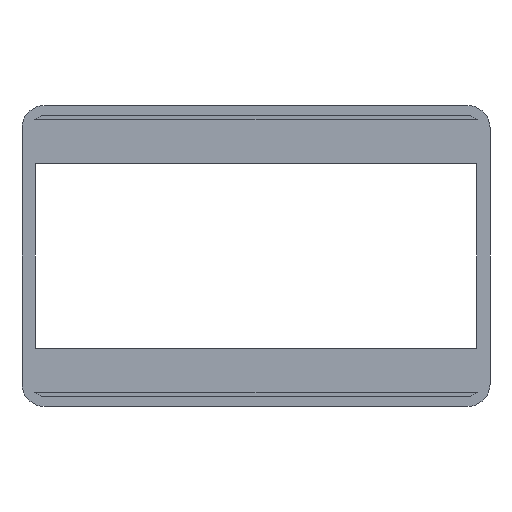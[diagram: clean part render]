
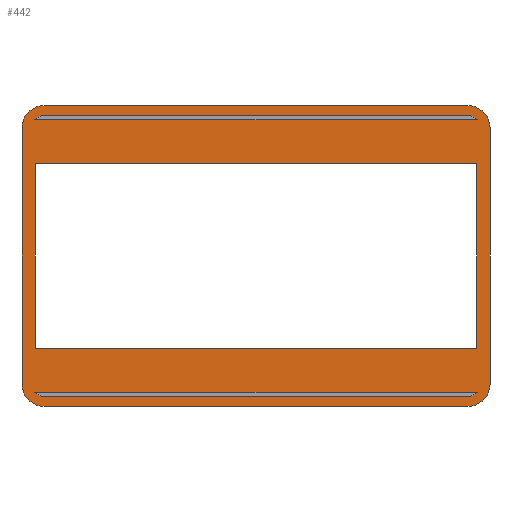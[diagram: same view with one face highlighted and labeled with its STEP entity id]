
A CAD part, front view. The second image highlights one B-rep face of the part: STEP entity #442.
In plain terms, the highlighted planar face has unit normal (0, -1, 0).
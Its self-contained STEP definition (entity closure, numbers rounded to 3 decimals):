
#16=FACE_BOUND('',#84,.T.);
#17=FACE_BOUND('',#85,.T.);
#18=FACE_BOUND('',#86,.T.);
#34=PLANE('',#496);
#58=FACE_OUTER_BOUND('',#83,.T.);
#83=EDGE_LOOP('',(#391,#392,#393,#394,#395,#396,#397,#398));
#84=EDGE_LOOP('',(#399,#400,#401,#402));
#85=EDGE_LOOP('',(#403,#404,#405,#406));
#86=EDGE_LOOP('',(#407,#408,#409,#410));
#89=LINE('',#635,#133);
#93=LINE('',#646,#137);
#97=LINE('',#660,#141);
#101=LINE('',#671,#145);
#105=LINE('',#681,#149);
#109=LINE('',#688,#153);
#112=LINE('',#694,#156);
#114=LINE('',#697,#158);
#119=LINE('',#712,#163);
#125=LINE('',#732,#169);
#128=LINE('',#740,#172);
#130=LINE('',#746,#174);
#133=VECTOR('',#509,10.);
#137=VECTOR('',#521,10.);
#141=VECTOR('',#535,10.);
#145=VECTOR('',#547,10.);
#149=VECTOR('',#555,10.);
#153=VECTOR('',#561,10.);
#156=VECTOR('',#566,10.);
#158=VECTOR('',#570,10.);
#163=VECTOR('',#583,10.);
#169=VECTOR('',#603,10.);
#172=VECTOR('',#612,10.);
#174=VECTOR('',#620,10.);
#175=CIRCLE('',#458,2.8);
#177=CIRCLE('',#462,2.8);
#179=CIRCLE('',#467,2.8);
#181=CIRCLE('',#471,2.8);
#184=CIRCLE('',#481,5.);
#188=CIRCLE('',#488,5.);
#189=CIRCLE('',#491,5.);
#190=CIRCLE('',#494,5.);
#191=VERTEX_POINT('',#625);
#192=VERTEX_POINT('',#626);
#195=VERTEX_POINT('',#634);
#197=VERTEX_POINT('',#640);
#199=VERTEX_POINT('',#650);
#200=VERTEX_POINT('',#651);
#203=VERTEX_POINT('',#659);
#205=VERTEX_POINT('',#665);
#209=VERTEX_POINT('',#678);
#210=VERTEX_POINT('',#680);
#212=VERTEX_POINT('',#686);
#214=VERTEX_POINT('',#692);
#217=VERTEX_POINT('',#702);
#218=VERTEX_POINT('',#704);
#220=VERTEX_POINT('',#710);
#226=VERTEX_POINT('',#726);
#227=VERTEX_POINT('',#730);
#228=VERTEX_POINT('',#734);
#229=VERTEX_POINT('',#738);
#230=VERTEX_POINT('',#742);
#231=EDGE_CURVE('',#191,#192,#175,.T.);
#235=EDGE_CURVE('',#192,#195,#89,.T.);
#238=EDGE_CURVE('',#195,#197,#177,.T.);
#241=EDGE_CURVE('',#197,#191,#93,.T.);
#243=EDGE_CURVE('',#199,#200,#179,.T.);
#247=EDGE_CURVE('',#200,#203,#97,.T.);
#250=EDGE_CURVE('',#203,#205,#181,.T.);
#253=EDGE_CURVE('',#205,#199,#101,.T.);
#257=EDGE_CURVE('',#210,#209,#105,.T.);
#261=EDGE_CURVE('',#209,#212,#109,.T.);
#264=EDGE_CURVE('',#212,#214,#112,.T.);
#266=EDGE_CURVE('',#214,#210,#114,.T.);
#269=EDGE_CURVE('',#217,#218,#184,.T.);
#273=EDGE_CURVE('',#217,#220,#119,.T.);
#281=EDGE_CURVE('',#226,#220,#188,.T.);
#283=EDGE_CURVE('',#226,#227,#125,.T.);
#285=EDGE_CURVE('',#228,#227,#189,.T.);
#287=EDGE_CURVE('',#228,#229,#128,.T.);
#289=EDGE_CURVE('',#230,#229,#190,.T.);
#290=EDGE_CURVE('',#230,#218,#130,.T.);
#391=ORIENTED_EDGE('',*,*,#269,.F.);
#392=ORIENTED_EDGE('',*,*,#273,.T.);
#393=ORIENTED_EDGE('',*,*,#281,.F.);
#394=ORIENTED_EDGE('',*,*,#283,.T.);
#395=ORIENTED_EDGE('',*,*,#285,.F.);
#396=ORIENTED_EDGE('',*,*,#287,.T.);
#397=ORIENTED_EDGE('',*,*,#289,.F.);
#398=ORIENTED_EDGE('',*,*,#290,.T.);
#399=ORIENTED_EDGE('',*,*,#231,.T.);
#400=ORIENTED_EDGE('',*,*,#235,.T.);
#401=ORIENTED_EDGE('',*,*,#238,.T.);
#402=ORIENTED_EDGE('',*,*,#241,.T.);
#403=ORIENTED_EDGE('',*,*,#243,.T.);
#404=ORIENTED_EDGE('',*,*,#247,.T.);
#405=ORIENTED_EDGE('',*,*,#250,.T.);
#406=ORIENTED_EDGE('',*,*,#253,.T.);
#407=ORIENTED_EDGE('',*,*,#257,.T.);
#408=ORIENTED_EDGE('',*,*,#261,.T.);
#409=ORIENTED_EDGE('',*,*,#264,.T.);
#410=ORIENTED_EDGE('',*,*,#266,.T.);
#442=ADVANCED_FACE('',(#58,#16,#17,#18),#34,.F.);
#458=AXIS2_PLACEMENT_3D('',#627,#501,#502);
#462=AXIS2_PLACEMENT_3D('',#641,#514,#515);
#467=AXIS2_PLACEMENT_3D('',#652,#527,#528);
#471=AXIS2_PLACEMENT_3D('',#666,#540,#541);
#481=AXIS2_PLACEMENT_3D('',#705,#576,#577);
#488=AXIS2_PLACEMENT_3D('',#728,#598,#599);
#491=AXIS2_PLACEMENT_3D('',#736,#607,#608);
#494=AXIS2_PLACEMENT_3D('',#744,#616,#617);
#496=AXIS2_PLACEMENT_3D('',#747,#621,#622);
#501=DIRECTION('center_axis',(0.,1.,0.));
#502=DIRECTION('ref_axis',(-1.,0.,0.));
#509=DIRECTION('',(1.,0.,0.));
#514=DIRECTION('center_axis',(0.,1.,0.));
#515=DIRECTION('ref_axis',(0.,0.,-1.));
#521=DIRECTION('',(-1.,0.,0.));
#527=DIRECTION('center_axis',(0.,1.,0.));
#528=DIRECTION('ref_axis',(0.,0.,1.));
#535=DIRECTION('',(1.,0.,0.));
#540=DIRECTION('center_axis',(0.,1.,0.));
#541=DIRECTION('ref_axis',(1.,0.,0.));
#547=DIRECTION('',(-1.,0.,0.));
#555=DIRECTION('',(0.,0.,-1.));
#561=DIRECTION('',(-1.,0.,0.));
#566=DIRECTION('',(0.,0.,1.));
#570=DIRECTION('',(1.,0.,0.));
#576=DIRECTION('center_axis',(0.,1.,0.));
#577=DIRECTION('ref_axis',(-0.707,0.,-0.707));
#583=DIRECTION('',(1.,0.,0.));
#598=DIRECTION('center_axis',(0.,1.,0.));
#599=DIRECTION('ref_axis',(0.707,0.,-0.707));
#603=DIRECTION('',(0.,0.,1.));
#607=DIRECTION('center_axis',(0.,1.,0.));
#608=DIRECTION('ref_axis',(0.707,0.,0.707));
#612=DIRECTION('',(-1.,0.,0.));
#616=DIRECTION('center_axis',(0.,1.,0.));
#617=DIRECTION('ref_axis',(-0.707,0.,0.707));
#620=DIRECTION('',(0.,0.,-1.));
#621=DIRECTION('center_axis',(0.,1.,0.));
#622=DIRECTION('ref_axis',(1.,0.,0.));
#625=CARTESIAN_POINT('',(-47.5,0.,-31.55));
#626=CARTESIAN_POINT('',(-49.645,0.,-30.55));
#627=CARTESIAN_POINT('Origin',(-47.5,0.,-28.75));
#634=CARTESIAN_POINT('',(49.645,0.,-30.55));
#635=CARTESIAN_POINT('',(24.822,0.,-30.55));
#640=CARTESIAN_POINT('',(47.5,0.,-31.55));
#641=CARTESIAN_POINT('Origin',(47.5,0.,-28.75));
#646=CARTESIAN_POINT('',(-23.75,0.,-31.55));
#650=CARTESIAN_POINT('',(-49.645,0.,30.55));
#651=CARTESIAN_POINT('',(-47.5,0.,31.55));
#652=CARTESIAN_POINT('Origin',(-47.5,0.,28.75));
#659=CARTESIAN_POINT('',(47.5,0.,31.55));
#660=CARTESIAN_POINT('',(23.75,0.,31.55));
#665=CARTESIAN_POINT('',(49.645,0.,30.55));
#666=CARTESIAN_POINT('Origin',(47.5,0.,28.75));
#671=CARTESIAN_POINT('',(-24.822,0.,30.55));
#678=CARTESIAN_POINT('',(49.5,0.,-20.75));
#680=CARTESIAN_POINT('',(49.5,0.,20.75));
#681=CARTESIAN_POINT('',(49.5,0.,-10.375));
#686=CARTESIAN_POINT('',(-49.5,0.,-20.75));
#688=CARTESIAN_POINT('',(-24.75,0.,-20.75));
#692=CARTESIAN_POINT('',(-49.5,0.,20.75));
#694=CARTESIAN_POINT('',(-49.5,0.,10.375));
#697=CARTESIAN_POINT('',(24.75,0.,20.75));
#702=CARTESIAN_POINT('',(-47.5,0.,-33.75));
#704=CARTESIAN_POINT('',(-52.5,0.,-28.75));
#705=CARTESIAN_POINT('Origin',(-47.5,0.,-28.75));
#710=CARTESIAN_POINT('',(47.5,0.,-33.75));
#712=CARTESIAN_POINT('',(-52.5,0.,-33.75));
#726=CARTESIAN_POINT('',(52.5,0.,-28.75));
#728=CARTESIAN_POINT('Origin',(47.5,0.,-28.75));
#730=CARTESIAN_POINT('',(52.5,0.,28.75));
#732=CARTESIAN_POINT('',(52.5,0.,-33.75));
#734=CARTESIAN_POINT('',(47.5,0.,33.75));
#736=CARTESIAN_POINT('Origin',(47.5,0.,28.75));
#738=CARTESIAN_POINT('',(-47.5,0.,33.75));
#740=CARTESIAN_POINT('',(52.5,0.,33.75));
#742=CARTESIAN_POINT('',(-52.5,0.,28.75));
#744=CARTESIAN_POINT('Origin',(-47.5,0.,28.75));
#746=CARTESIAN_POINT('',(-52.5,0.,33.75));
#747=CARTESIAN_POINT('Origin',(0.,0.,0.));
